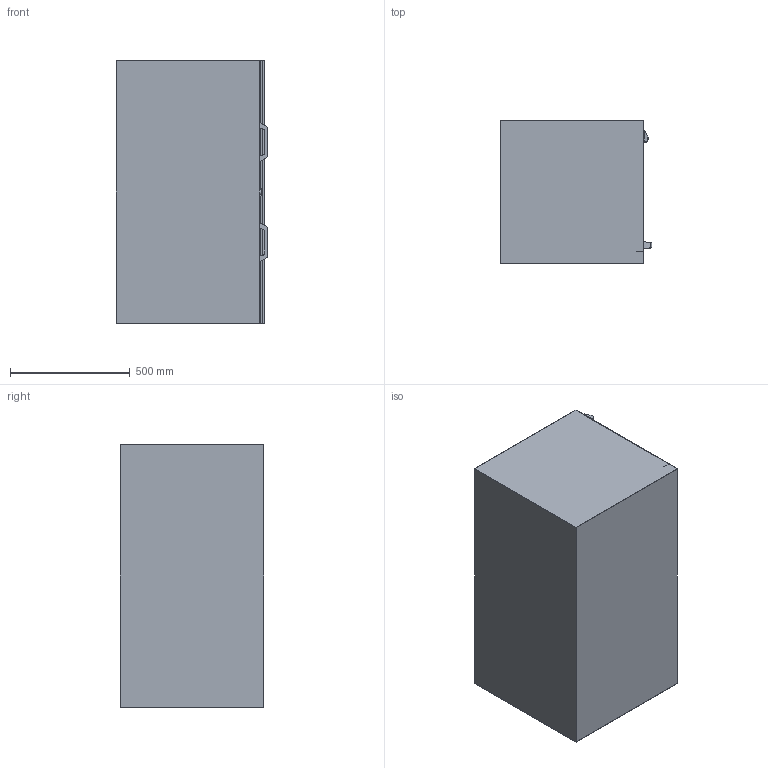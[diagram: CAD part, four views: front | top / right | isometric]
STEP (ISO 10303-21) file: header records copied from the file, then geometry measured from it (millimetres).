
FILE_DESCRIPTION(/* description */ (''),/* implementation_level */ '2;1');
FILE_NAME(/* name */ '423-955_Staukasten_1100x600x600.stp',/* time_stamp */ '2018-08-30T10:33:08+02:00',/* author */ ('lang1ph'),/* organization */ (''),/* preprocessor_version */ 'ST-DEVELOPER v17',/* originating_system */ 'Autodesk Inventor 2018',/* authorisation */ '');
FILE_SCHEMA (('AUTOMOTIVE_DESIGN { 1 0 10303 214 3 1 1 }'));
Length unit declared in the file: millimetre
Products named in the file (1): 423-955_Staukasten_1100x600x600
Bounding box: 635 x 600 x 1100 mm (x, y, z)
Surface area: 4014023.1 mm2 (no closed solid volume)
Topology: 0 solids, 28 shells, 126 faces, 410 edges, 306 vertices
Faces by surface type: plane 80, cylinder 45, cone 1
Full cylindrical faces by diameter (mm): 21.5 x1, 32 x1
Entity records: 4649 total; most frequent: CARTESIAN_POINT 843, DIRECTION 770, ORIENTED_EDGE 598, EDGE_CURVE 410, VERTEX_POINT 306, LINE 304, VECTOR 304, AXIS2_PLACEMENT_3D 233
